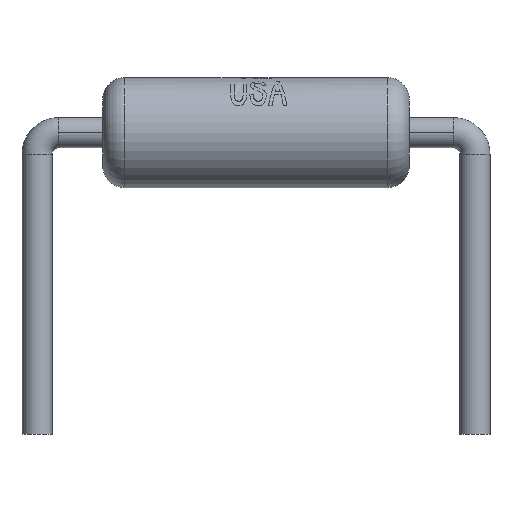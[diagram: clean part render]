
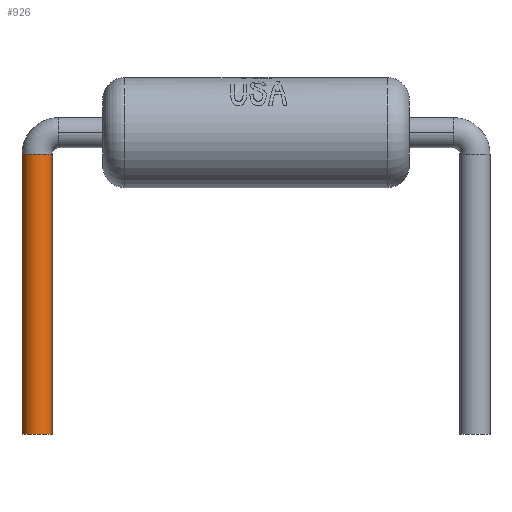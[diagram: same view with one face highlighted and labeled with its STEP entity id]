
A CAD part, top view. The second image highlights one B-rep face of the part: STEP entity #926.
In plain terms, the highlighted cylindrical face has radius 0.35 mm (diameter 0.7 mm), a partial arc.
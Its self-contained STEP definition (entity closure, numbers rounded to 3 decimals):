
#108 = DIRECTION ( 'NONE',  ( 0., -1., 0. ) ) ;
#115 = DIRECTION ( 'NONE',  ( 1., 0., 0. ) ) ;
#136 = CARTESIAN_POINT ( 'NONE',  ( 0., 5.5, 0. ) ) ;
#308 = CIRCLE ( 'NONE', #658, 0.35 ) ;
#320 = CIRCLE ( 'NONE', #633, 0.35 ) ;
#343 = VECTOR ( 'NONE', #1849, 1000. ) ;
#367 = LINE ( 'NONE', #1105, #387 ) ;
#387 = VECTOR ( 'NONE', #1116, 1000. ) ;
#388 = LINE ( 'NONE', #1705, #343 ) ;
#633 = AXIS2_PLACEMENT_3D ( 'NONE', #1057, #1028, #1060 ) ;
#658 = AXIS2_PLACEMENT_3D ( 'NONE', #995, #996, #997 ) ;
#741 = CARTESIAN_POINT ( 'NONE',  ( 0.35, 5.5, 0. ) ) ;
#771 = CARTESIAN_POINT ( 'NONE',  ( -0.35, -1., 0. ) ) ;
#808 = CARTESIAN_POINT ( 'NONE',  ( 0.35, -1., 0. ) ) ;
#818 = CARTESIAN_POINT ( 'NONE',  ( -0.35, 5.5, 0. ) ) ;
#926 = ADVANCED_FACE ( 'NONE', ( #2344 ), #2332, .T. ) ;
#995 = CARTESIAN_POINT ( 'NONE',  ( 0., -1., 0. ) ) ;
#996 = DIRECTION ( 'NONE',  ( 0., 1., 0. ) ) ;
#997 = DIRECTION ( 'NONE',  ( 0., 0., 1. ) ) ;
#1028 = DIRECTION ( 'NONE',  ( 0., 1., 0. ) ) ;
#1057 = CARTESIAN_POINT ( 'NONE',  ( 0., 5.5, 0. ) ) ;
#1060 = DIRECTION ( 'NONE',  ( 0., 0., 1. ) ) ;
#1105 = CARTESIAN_POINT ( 'NONE',  ( -0.35, 5.5, 0. ) ) ;
#1116 = DIRECTION ( 'NONE',  ( 0., -1., 0. ) ) ;
#1705 = CARTESIAN_POINT ( 'NONE',  ( 0.35, 5.5, 0. ) ) ;
#1716 = EDGE_LOOP ( 'NONE', ( #2102, #2095, #2128, #2134 ) ) ;
#1735 = AXIS2_PLACEMENT_3D ( 'NONE', #136, #108, #115 ) ;
#1849 = DIRECTION ( 'NONE',  ( 0., -1., 0. ) ) ;
#1888 = EDGE_CURVE ( 'NONE', #2179, #2164, #308, .T. ) ;
#1889 = EDGE_CURVE ( 'NONE', #2188, #2160, #320, .T. ) ;
#1923 = EDGE_CURVE ( 'NONE', #2188, #2179, #367, .T. ) ;
#1931 = EDGE_CURVE ( 'NONE', #2160, #2164, #388, .T. ) ;
#2095 = ORIENTED_EDGE ( 'NONE', *, *, #1923, .T. ) ;
#2102 = ORIENTED_EDGE ( 'NONE', *, *, #1889, .F. ) ;
#2128 = ORIENTED_EDGE ( 'NONE', *, *, #1888, .T. ) ;
#2134 = ORIENTED_EDGE ( 'NONE', *, *, #1931, .F. ) ;
#2160 = VERTEX_POINT ( 'NONE', #741 ) ;
#2164 = VERTEX_POINT ( 'NONE', #808 ) ;
#2179 = VERTEX_POINT ( 'NONE', #771 ) ;
#2188 = VERTEX_POINT ( 'NONE', #818 ) ;
#2332 = CYLINDRICAL_SURFACE ( 'NONE', #1735, 0.35 ) ;
#2344 = FACE_OUTER_BOUND ( 'NONE', #1716, .T. ) ;
